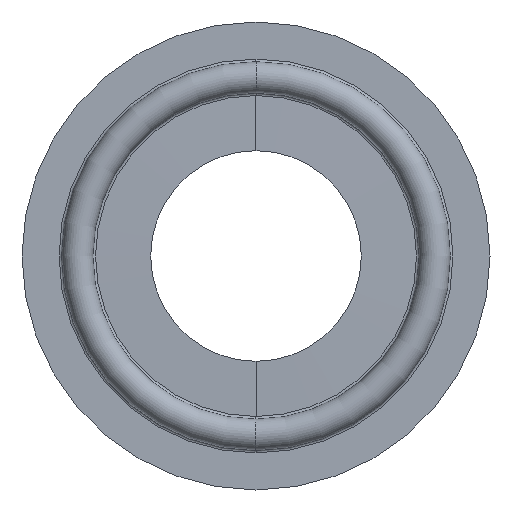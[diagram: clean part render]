
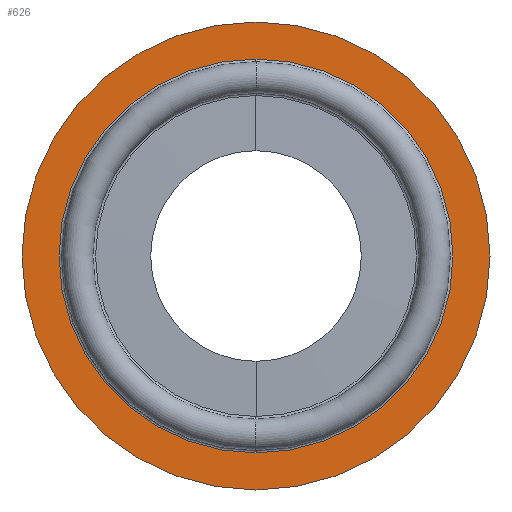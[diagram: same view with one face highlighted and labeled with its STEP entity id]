
A CAD part, left-side view. The second image highlights one B-rep face of the part: STEP entity #626.
In plain terms, the highlighted planar face has unit normal (-1, 0, 0).
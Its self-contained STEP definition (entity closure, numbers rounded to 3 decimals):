
#5 = CARTESIAN_POINT ( 'NONE',  ( -0.9, 0., 0. ) ) ;
#23 = AXIS2_PLACEMENT_3D ( 'NONE', #238, #799, #591 ) ;
#24 = EDGE_LOOP ( 'NONE', ( #231, #422 ) ) ;
#34 = CIRCLE ( 'NONE', #540, 18. ) ;
#40 = FACE_BOUND ( 'NONE', #439, .T. ) ;
#59 = VERTEX_POINT ( 'NONE', #359 ) ;
#62 = CARTESIAN_POINT ( 'NONE',  ( -0.9, 0., 0. ) ) ;
#118 = EDGE_CURVE ( 'NONE', #59, #617, #34, .T. ) ;
#121 = CARTESIAN_POINT ( 'NONE',  ( -0.9, 0., 15.15 ) ) ;
#193 = EDGE_CURVE ( 'NONE', #617, #59, #847, .T. ) ;
#204 = CARTESIAN_POINT ( 'NONE',  ( -0.9, 0., 0. ) ) ;
#230 = AXIS2_PLACEMENT_3D ( 'NONE', #204, #343, #348 ) ;
#231 = ORIENTED_EDGE ( 'NONE', *, *, #118, .T. ) ;
#238 = CARTESIAN_POINT ( 'NONE',  ( -0.9, 14.95, 0. ) ) ;
#308 = FACE_OUTER_BOUND ( 'NONE', #24, .T. ) ;
#325 = DIRECTION ( 'NONE',  ( 0., 0., 1. ) ) ;
#332 = VERTEX_POINT ( 'NONE', #121 ) ;
#343 = DIRECTION ( 'NONE',  ( 1., 0., 0. ) ) ;
#348 = DIRECTION ( 'NONE',  ( 0., 0., -1. ) ) ;
#356 = EDGE_CURVE ( 'NONE', #487, #332, #411, .T. ) ;
#359 = CARTESIAN_POINT ( 'NONE',  ( -0.9, 0., 18. ) ) ;
#374 = DIRECTION ( 'NONE',  ( 1., 0., 0. ) ) ;
#389 = ORIENTED_EDGE ( 'NONE', *, *, #356, .T. ) ;
#411 = CIRCLE ( 'NONE', #230, 15.15 ) ;
#422 = ORIENTED_EDGE ( 'NONE', *, *, #193, .T. ) ;
#428 = DIRECTION ( 'NONE',  ( 0., 0., 1. ) ) ;
#433 = CARTESIAN_POINT ( 'NONE',  ( -0.9, 0., -15.15 ) ) ;
#439 = EDGE_LOOP ( 'NONE', ( #389, #771 ) ) ;
#454 = CARTESIAN_POINT ( 'NONE',  ( -0.9, 0., 0. ) ) ;
#487 = VERTEX_POINT ( 'NONE', #433 ) ;
#540 = AXIS2_PLACEMENT_3D ( 'NONE', #5, #634, #428 ) ;
#587 = PLANE ( 'NONE',  #23 ) ;
#591 = DIRECTION ( 'NONE',  ( 0., 0., -1. ) ) ;
#597 = AXIS2_PLACEMENT_3D ( 'NONE', #62, #879, #325 ) ;
#617 = VERTEX_POINT ( 'NONE', #665 ) ;
#626 = ADVANCED_FACE ( 'NONE', ( #40, #308 ), #587, .F. ) ;
#634 = DIRECTION ( 'NONE',  ( -1., 0., 0. ) ) ;
#665 = CARTESIAN_POINT ( 'NONE',  ( -0.9, 0., -18. ) ) ;
#737 = DIRECTION ( 'NONE',  ( 0., 0., -1. ) ) ;
#771 = ORIENTED_EDGE ( 'NONE', *, *, #827, .T. ) ;
#772 = CIRCLE ( 'NONE', #888, 15.15 ) ;
#799 = DIRECTION ( 'NONE',  ( 1., 0., 0. ) ) ;
#827 = EDGE_CURVE ( 'NONE', #332, #487, #772, .T. ) ;
#847 = CIRCLE ( 'NONE', #597, 18. ) ;
#879 = DIRECTION ( 'NONE',  ( -1., 0., 0. ) ) ;
#888 = AXIS2_PLACEMENT_3D ( 'NONE', #454, #374, #737 ) ;
